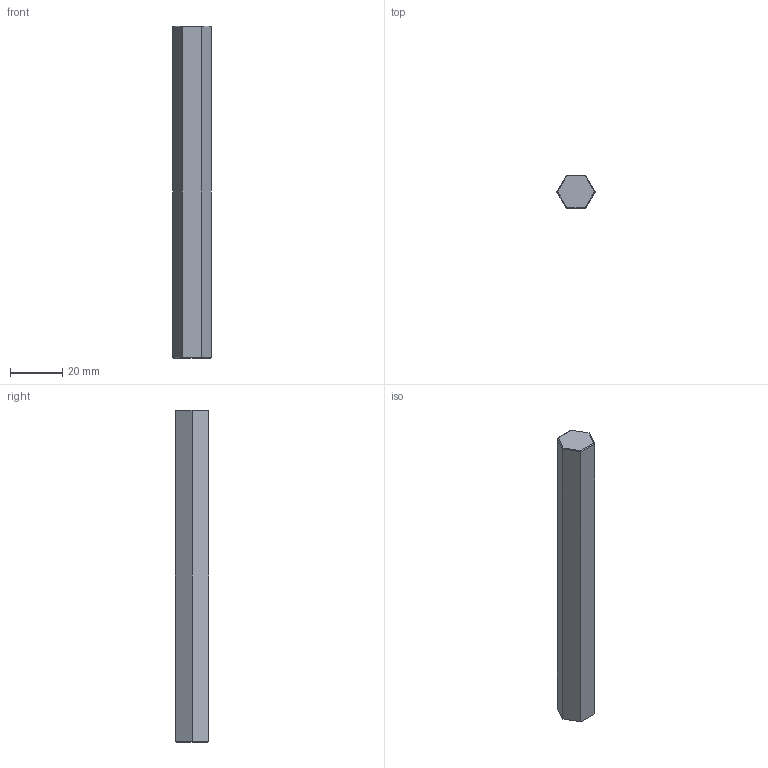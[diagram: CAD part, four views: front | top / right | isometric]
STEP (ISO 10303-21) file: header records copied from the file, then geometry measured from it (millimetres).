
FILE_DESCRIPTION (( 'STEP AP214' ), '1' );
FILE_NAME ('am-0856 0.5'''' Hex Shaft x 5'''' Long for Modulox (am-0856).STEP', '2014-08-20T21:15:52', ( '' ), ( '' ), 'SwSTEP 2.0', 'SolidWorks 2014', '' );
FILE_SCHEMA (( 'AUTOMOTIVE_DESIGN' ));
Length unit declared in the file: inch
Products named in the file (1): am-0856 0.5'''' Hex Shaft x 5'''' Long for Modulox (am-0856)
Bounding box: 14.66 x 12.7 x 127 mm (x, y, z)
Volume: 17736.7 mm3; surface area: 5853.3 mm2
Topology: 1 solids, 1 shells, 20 faces, 42 edges, 24 vertices
Faces by surface type: plane 20
Entity records: 550 total; most frequent: CARTESIAN_POINT 87, DIRECTION 84, ORIENTED_EDGE 84, VECTOR 42, LINE 42, EDGE_CURVE 42, VERTEX_POINT 24, AXIS2_PLACEMENT_3D 21
